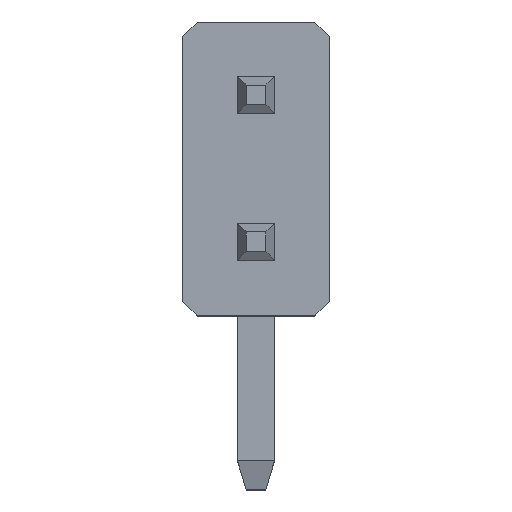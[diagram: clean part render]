
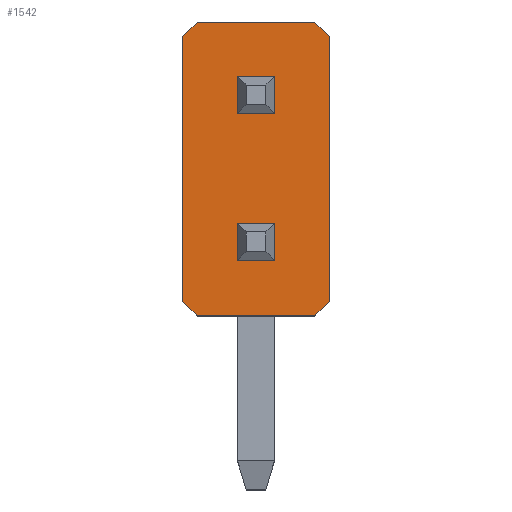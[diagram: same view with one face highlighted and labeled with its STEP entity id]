
A CAD part, top view. The second image highlights one B-rep face of the part: STEP entity #1542.
In plain terms, the highlighted planar face has unit normal (0, 0, 1).
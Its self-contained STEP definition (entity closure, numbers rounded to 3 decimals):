
#5 = EDGE_CURVE ( 'NONE', #368, #389, #1686, .T. ) ;
#15 = DIRECTION ( 'NONE',  ( 1., 0., 0. ) ) ;
#41 = DIRECTION ( 'NONE',  ( 0., 1., 0. ) ) ;
#52 = CARTESIAN_POINT ( 'NONE',  ( -0.32, 5.08, 2.5 ) ) ;
#59 = EDGE_CURVE ( 'NONE', #544, #1737, #1395, .T. ) ;
#75 = VERTEX_POINT ( 'NONE', #1126 ) ;
#87 = CARTESIAN_POINT ( 'NONE',  ( 1.016, 5.08, 2.5 ) ) ;
#130 = EDGE_CURVE ( 'NONE', #1565, #956, #1847, .T. ) ;
#132 = ORIENTED_EDGE ( 'NONE', *, *, #530, .F. ) ;
#143 = EDGE_CURVE ( 'NONE', #956, #612, #845, .T. ) ;
#164 = LINE ( 'NONE', #449, #974 ) ;
#169 = VECTOR ( 'NONE', #1646, 1000. ) ;
#171 = CARTESIAN_POINT ( 'NONE',  ( 1.27, 0.254, 2.5 ) ) ;
#179 = CARTESIAN_POINT ( 'NONE',  ( -0.32, 3.49, 2.5 ) ) ;
#196 = DIRECTION ( 'NONE',  ( 1., 0., 0. ) ) ;
#197 = VECTOR ( 'NONE', #1619, 1000. ) ;
#215 = DIRECTION ( 'NONE',  ( 0., 1., 0. ) ) ;
#217 = EDGE_LOOP ( 'NONE', ( #1080, #351, #692, #1483 ) ) ;
#312 = LINE ( 'NONE', #171, #1528 ) ;
#344 = CARTESIAN_POINT ( 'NONE',  ( -0.32, 1.59, 2.5 ) ) ;
#351 = ORIENTED_EDGE ( 'NONE', *, *, #1140, .T. ) ;
#357 = CARTESIAN_POINT ( 'NONE',  ( -1.27, 0., 2.5 ) ) ;
#366 = CARTESIAN_POINT ( 'NONE',  ( 0.32, 0., 2.5 ) ) ;
#368 = VERTEX_POINT ( 'NONE', #1817 ) ;
#370 = ORIENTED_EDGE ( 'NONE', *, *, #1452, .F. ) ;
#376 = EDGE_CURVE ( 'NONE', #389, #661, #782, .T. ) ;
#381 = CARTESIAN_POINT ( 'NONE',  ( -0.32, 4.13, 2.5 ) ) ;
#389 = VERTEX_POINT ( 'NONE', #1219 ) ;
#403 = VECTOR ( 'NONE', #703, 1000. ) ;
#404 = CARTESIAN_POINT ( 'NONE',  ( -0.32, 1.59, 2.5 ) ) ;
#433 = CARTESIAN_POINT ( 'NONE',  ( -1.27, 5.08, 2.5 ) ) ;
#435 = LINE ( 'NONE', #1039, #197 ) ;
#449 = CARTESIAN_POINT ( 'NONE',  ( -1.016, 0., 2.5 ) ) ;
#462 = VECTOR ( 'NONE', #523, 1000. ) ;
#463 = VECTOR ( 'NONE', #633, 1000. ) ;
#481 = DIRECTION ( 'NONE',  ( 0.707, -0.707, 0. ) ) ;
#484 = EDGE_CURVE ( 'NONE', #1177, #368, #663, .T. ) ;
#489 = LINE ( 'NONE', #357, #169 ) ;
#491 = CARTESIAN_POINT ( 'NONE',  ( -1.016, 5.08, 2.5 ) ) ;
#523 = DIRECTION ( 'NONE',  ( -0.707, 0.707, 0. ) ) ;
#530 = EDGE_CURVE ( 'NONE', #1737, #838, #1703, .T. ) ;
#544 = VERTEX_POINT ( 'NONE', #681 ) ;
#553 = EDGE_CURVE ( 'NONE', #612, #764, #1326, .T. ) ;
#572 = CARTESIAN_POINT ( 'NONE',  ( -0.32, 4.13, 2.5 ) ) ;
#578 = CARTESIAN_POINT ( 'NONE',  ( -1.27, 5.08, 2.5 ) ) ;
#600 = CARTESIAN_POINT ( 'NONE',  ( -0.32, 0.95, 2.5 ) ) ;
#603 = LINE ( 'NONE', #1463, #1671 ) ;
#612 = VERTEX_POINT ( 'NONE', #87 ) ;
#633 = DIRECTION ( 'NONE',  ( -1., 0., 0. ) ) ;
#638 = DIRECTION ( 'NONE',  ( 0., 1., 0. ) ) ;
#661 = VERTEX_POINT ( 'NONE', #404 ) ;
#663 = LINE ( 'NONE', #694, #403 ) ;
#679 = ORIENTED_EDGE ( 'NONE', *, *, #798, .T. ) ;
#681 = CARTESIAN_POINT ( 'NONE',  ( 0.32, 3.49, 2.5 ) ) ;
#692 = ORIENTED_EDGE ( 'NONE', *, *, #376, .F. ) ;
#694 = CARTESIAN_POINT ( 'NONE',  ( -0.32, 0.95, 2.5 ) ) ;
#703 = DIRECTION ( 'NONE',  ( 1., 0., 0. ) ) ;
#719 = VECTOR ( 'NONE', #1567, 1000. ) ;
#731 = EDGE_CURVE ( 'NONE', #1346, #75, #164, .T. ) ;
#756 = ORIENTED_EDGE ( 'NONE', *, *, #1672, .T. ) ;
#764 = VERTEX_POINT ( 'NONE', #491 ) ;
#773 = CARTESIAN_POINT ( 'NONE',  ( -1.27, 0.254, 2.5 ) ) ;
#782 = LINE ( 'NONE', #344, #463 ) ;
#789 = LINE ( 'NONE', #52, #876 ) ;
#798 = EDGE_CURVE ( 'NONE', #764, #917, #603, .T. ) ;
#838 = VERTEX_POINT ( 'NONE', #572 ) ;
#845 = LINE ( 'NONE', #984, #462 ) ;
#876 = VECTOR ( 'NONE', #638, 1000. ) ;
#917 = VERTEX_POINT ( 'NONE', #1277 ) ;
#947 = LINE ( 'NONE', #1087, #1559 ) ;
#956 = VERTEX_POINT ( 'NONE', #1010 ) ;
#974 = VECTOR ( 'NONE', #481, 1000. ) ;
#984 = CARTESIAN_POINT ( 'NONE',  ( 1.016, 5.08, 2.5 ) ) ;
#1010 = CARTESIAN_POINT ( 'NONE',  ( 1.27, 4.826, 2.5 ) ) ;
#1029 = VECTOR ( 'NONE', #41, 1000. ) ;
#1039 = CARTESIAN_POINT ( 'NONE',  ( -0.32, 5.08, 2.5 ) ) ;
#1056 = ORIENTED_EDGE ( 'NONE', *, *, #59, .F. ) ;
#1058 = VECTOR ( 'NONE', #1859, 1000. ) ;
#1075 = CARTESIAN_POINT ( 'NONE',  ( 0.32, 4.13, 2.5 ) ) ;
#1080 = ORIENTED_EDGE ( 'NONE', *, *, #484, .F. ) ;
#1087 = CARTESIAN_POINT ( 'NONE',  ( -1.27, 5.08, 2.5 ) ) ;
#1088 = VERTEX_POINT ( 'NONE', #179 ) ;
#1126 = CARTESIAN_POINT ( 'NONE',  ( -1.016, 0., 2.5 ) ) ;
#1140 = EDGE_CURVE ( 'NONE', #1177, #661, #435, .T. ) ;
#1159 = EDGE_CURVE ( 'NONE', #1734, #1565, #312, .T. ) ;
#1160 = DIRECTION ( 'NONE',  ( -1., 0., 0. ) ) ;
#1168 = DIRECTION ( 'NONE',  ( 0., 0., 1. ) ) ;
#1177 = VERTEX_POINT ( 'NONE', #600 ) ;
#1192 = EDGE_LOOP ( 'NONE', ( #370, #1513, #132, #1056 ) ) ;
#1199 = EDGE_CURVE ( 'NONE', #917, #1346, #947, .T. ) ;
#1205 = LINE ( 'NONE', #1523, #1433 ) ;
#1209 = VECTOR ( 'NONE', #1160, 1000. ) ;
#1219 = CARTESIAN_POINT ( 'NONE',  ( 0.32, 1.59, 2.5 ) ) ;
#1227 = DIRECTION ( 'NONE',  ( 0., -1., 0. ) ) ;
#1269 = AXIS2_PLACEMENT_3D ( 'NONE', #578, #1168, #15 ) ;
#1277 = CARTESIAN_POINT ( 'NONE',  ( -1.27, 4.826, 2.5 ) ) ;
#1288 = FACE_BOUND ( 'NONE', #217, .T. ) ;
#1297 = CARTESIAN_POINT ( 'NONE',  ( 1.27, 0.254, 2.5 ) ) ;
#1311 = ORIENTED_EDGE ( 'NONE', *, *, #553, .T. ) ;
#1314 = DIRECTION ( 'NONE',  ( -0.707, -0.707, 0. ) ) ;
#1326 = LINE ( 'NONE', #433, #1209 ) ;
#1331 = ORIENTED_EDGE ( 'NONE', *, *, #731, .T. ) ;
#1337 = DIRECTION ( 'NONE',  ( 0.707, 0.707, 0. ) ) ;
#1346 = VERTEX_POINT ( 'NONE', #773 ) ;
#1395 = LINE ( 'NONE', #1821, #1879 ) ;
#1433 = VECTOR ( 'NONE', #196, 1000. ) ;
#1443 = FACE_BOUND ( 'NONE', #1192, .T. ) ;
#1451 = PLANE ( 'NONE',  #1269 ) ;
#1452 = EDGE_CURVE ( 'NONE', #1088, #544, #1205, .T. ) ;
#1463 = CARTESIAN_POINT ( 'NONE',  ( -1.27, 4.826, 2.5 ) ) ;
#1464 = EDGE_CURVE ( 'NONE', #1088, #838, #789, .T. ) ;
#1483 = ORIENTED_EDGE ( 'NONE', *, *, #5, .F. ) ;
#1486 = ORIENTED_EDGE ( 'NONE', *, *, #1159, .T. ) ;
#1502 = CARTESIAN_POINT ( 'NONE',  ( 1.016, 0., 2.5 ) ) ;
#1513 = ORIENTED_EDGE ( 'NONE', *, *, #1464, .T. ) ;
#1523 = CARTESIAN_POINT ( 'NONE',  ( -0.32, 3.49, 2.5 ) ) ;
#1528 = VECTOR ( 'NONE', #1337, 1000. ) ;
#1542 = ADVANCED_FACE ( 'NONE', ( #1443, #1288, #1563 ), #1451, .T. ) ;
#1559 = VECTOR ( 'NONE', #1227, 1000. ) ;
#1562 = CARTESIAN_POINT ( 'NONE',  ( 1.27, 5.08, 2.5 ) ) ;
#1563 = FACE_OUTER_BOUND ( 'NONE', #1813, .T. ) ;
#1565 = VERTEX_POINT ( 'NONE', #1297 ) ;
#1567 = DIRECTION ( 'NONE',  ( -1., 0., 0. ) ) ;
#1578 = ORIENTED_EDGE ( 'NONE', *, *, #1199, .T. ) ;
#1619 = DIRECTION ( 'NONE',  ( 0., 1., 0. ) ) ;
#1646 = DIRECTION ( 'NONE',  ( 1., 0., 0. ) ) ;
#1663 = ORIENTED_EDGE ( 'NONE', *, *, #143, .T. ) ;
#1670 = ORIENTED_EDGE ( 'NONE', *, *, #130, .T. ) ;
#1671 = VECTOR ( 'NONE', #1314, 1000. ) ;
#1672 = EDGE_CURVE ( 'NONE', #75, #1734, #489, .T. ) ;
#1686 = LINE ( 'NONE', #366, #1029 ) ;
#1703 = LINE ( 'NONE', #381, #719 ) ;
#1734 = VERTEX_POINT ( 'NONE', #1502 ) ;
#1737 = VERTEX_POINT ( 'NONE', #1075 ) ;
#1813 = EDGE_LOOP ( 'NONE', ( #1578, #1331, #756, #1486, #1670, #1663, #1311, #679 ) ) ;
#1817 = CARTESIAN_POINT ( 'NONE',  ( 0.32, 0.95, 2.5 ) ) ;
#1821 = CARTESIAN_POINT ( 'NONE',  ( 0.32, 0., 2.5 ) ) ;
#1847 = LINE ( 'NONE', #1562, #1058 ) ;
#1859 = DIRECTION ( 'NONE',  ( 0., 1., 0. ) ) ;
#1879 = VECTOR ( 'NONE', #215, 1000. ) ;
